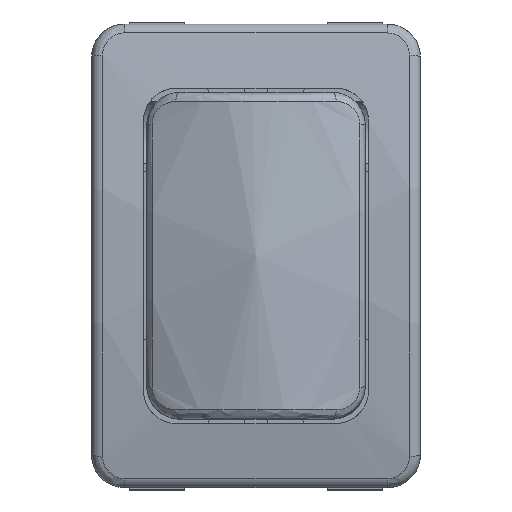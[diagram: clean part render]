
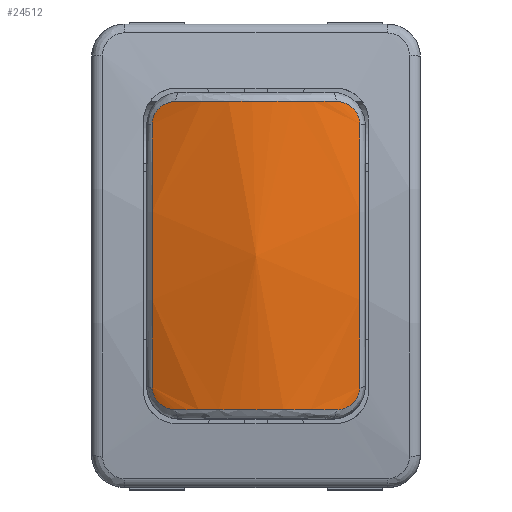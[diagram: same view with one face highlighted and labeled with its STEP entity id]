
A CAD part, top view. The second image highlights one B-rep face of the part: STEP entity #24512.
In plain terms, the highlighted free-form (B-spline) face has degree [2, 2] with [3, 9] control points.
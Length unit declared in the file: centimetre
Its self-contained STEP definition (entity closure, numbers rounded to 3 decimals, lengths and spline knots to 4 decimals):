
#33=(
BOUNDED_SURFACE()
B_SPLINE_SURFACE(2,2,((#34460,#34461,#34462,#34463,#34464,#34465,#34466,
#34467,#34468),(#34469,#34470,#34471,#34472,#34473,#34474,#34475,#34476,
#34477),(#34478,#34479,#34480,#34481,#34482,#34483,#34484,#34485,#34486)),
 .UNSPECIFIED.,.F.,.T.,.F.)
B_SPLINE_SURFACE_WITH_KNOTS((3,3),(3,2,2,2,3),(2.0391,3.1416),
(0.,1.5708,3.1416,4.7124,6.2832),
 .UNSPECIFIED.)
GEOMETRIC_REPRESENTATION_ITEM()
RATIONAL_B_SPLINE_SURFACE(((1.,0.707,1.,0.707,1.,
0.707,1.,0.707,1.),(0.852,0.602,
0.852,0.602,0.852,0.602,
0.852,0.602,0.852),(1.,0.707,
1.,0.707,1.,0.707,1.,0.707,1.)))
REPRESENTATION_ITEM('')
SURFACE()
);
#317=B_SPLINE_CURVE_WITH_KNOTS('',3,(#34165,#34166,#34167,#34168,#34169,
#34170),.UNSPECIFIED.,.F.,.F.,(4,1,1,4),(-0.1621,-0.0926,
-0.0463,0.),.UNSPECIFIED.);
#319=B_SPLINE_CURVE_WITH_KNOTS('',3,(#34204,#34205,#34206,#34207,#34208),
 .UNSPECIFIED.,.F.,.F.,(4,1,4),(-0.7061,-0.4035,0.),
 .UNSPECIFIED.);
#321=B_SPLINE_CURVE_WITH_KNOTS('',3,(#34236,#34237,#34238,#34239),
 .UNSPECIFIED.,.F.,.F.,(4,4),(-1.18,0.),.UNSPECIFIED.);
#323=B_SPLINE_CURVE_WITH_KNOTS('',3,(#34279,#34280,#34281,#34282,#34283,
#34284),.UNSPECIFIED.,.F.,.F.,(4,1,1,4),(-0.162,-0.1157,
-0.0694,0.),.UNSPECIFIED.);
#325=B_SPLINE_CURVE_WITH_KNOTS('',3,(#34324,#34325,#34326,#34327,#34328,
#34329),.UNSPECIFIED.,.F.,.F.,(4,1,1,4),(-0.1621,-0.1274,
-0.0926,0.),.UNSPECIFIED.);
#327=B_SPLINE_CURVE_WITH_KNOTS('',3,(#34357,#34358,#34359,#34360),
 .UNSPECIFIED.,.F.,.F.,(4,4),(-1.18,0.),.UNSPECIFIED.);
#329=B_SPLINE_CURVE_WITH_KNOTS('',3,(#34394,#34395,#34396,#34397,#34398),
 .UNSPECIFIED.,.F.,.F.,(4,1,4),(-0.7061,-0.4035,0.),
 .UNSPECIFIED.);
#331=B_SPLINE_CURVE_WITH_KNOTS('',3,(#34435,#34436,#34437,#34438,#34439,
#34440),.UNSPECIFIED.,.F.,.F.,(4,1,1,4),(-0.162,-0.0926,
-0.0463,0.),.UNSPECIFIED.);
#1319=FACE_OUTER_BOUND('',#2622,.T.);
#2622=EDGE_LOOP('',(#16906,#16907,#16908,#16909,#16910,#16911,#16912,#16913));
#10237=VERTEX_POINT('',#34153);
#10240=VERTEX_POINT('',#34163);
#10242=VERTEX_POINT('',#34202);
#10243=VERTEX_POINT('',#34229);
#10246=VERTEX_POINT('',#34277);
#10247=VERTEX_POINT('',#34315);
#10250=VERTEX_POINT('',#34355);
#10251=VERTEX_POINT('',#34386);
#12815=EDGE_CURVE('',#10240,#10237,#317,.T.);
#12818=EDGE_CURVE('',#10242,#10240,#319,.T.);
#12821=EDGE_CURVE('',#10237,#10243,#321,.T.);
#12824=EDGE_CURVE('',#10246,#10242,#323,.T.);
#12827=EDGE_CURVE('',#10243,#10247,#325,.T.);
#12830=EDGE_CURVE('',#10250,#10246,#327,.T.);
#12833=EDGE_CURVE('',#10247,#10251,#329,.T.);
#12835=EDGE_CURVE('',#10251,#10250,#331,.T.);
#16906=ORIENTED_EDGE('',*,*,#12815,.F.);
#16907=ORIENTED_EDGE('',*,*,#12818,.F.);
#16908=ORIENTED_EDGE('',*,*,#12824,.F.);
#16909=ORIENTED_EDGE('',*,*,#12830,.F.);
#16910=ORIENTED_EDGE('',*,*,#12835,.F.);
#16911=ORIENTED_EDGE('',*,*,#12833,.F.);
#16912=ORIENTED_EDGE('',*,*,#12827,.F.);
#16913=ORIENTED_EDGE('',*,*,#12821,.F.);
#24512=ADVANCED_FACE('',(#1319),#33,.F.);
#34153=CARTESIAN_POINT('',(-0.4699,-0.5967,2.0789));
#34163=CARTESIAN_POINT('',(-0.3643,-0.6982,2.1146));
#34165=CARTESIAN_POINT('Ctrl Pts',(-0.3643,-0.6982,
2.1146));
#34166=CARTESIAN_POINT('Ctrl Pts',(-0.3868,-0.6981,
2.1051));
#34167=CARTESIAN_POINT('Ctrl Pts',(-0.4248,-0.6862,
2.0891));
#34168=CARTESIAN_POINT('Ctrl Pts',(-0.4621,-0.6438,
2.0759));
#34169=CARTESIAN_POINT('Ctrl Pts',(-0.4699,-0.6121,
2.0765));
#34170=CARTESIAN_POINT('Ctrl Pts',(-0.4699,-0.5967,
2.0789));
#34202=CARTESIAN_POINT('',(0.3643,-0.6982,2.1146));
#34204=CARTESIAN_POINT('Ctrl Pts',(0.3643,-0.6982,
2.1146));
#34205=CARTESIAN_POINT('Ctrl Pts',(0.2662,-0.6985,
2.1562));
#34206=CARTESIAN_POINT('Ctrl Pts',(0.0209,-0.6989,
2.2142));
#34207=CARTESIAN_POINT('Ctrl Pts',(-0.2336,-0.6986,
2.17));
#34208=CARTESIAN_POINT('Ctrl Pts',(-0.3643,-0.6982,
2.1146));
#34229=CARTESIAN_POINT('',(-0.4699,0.5967,2.0785));
#34236=CARTESIAN_POINT('Ctrl Pts',(-0.4699,-0.5967,
2.0789));
#34237=CARTESIAN_POINT('Ctrl Pts',(-0.4699,-0.2036,
2.14));
#34238=CARTESIAN_POINT('Ctrl Pts',(-0.4699,0.2037,
2.1399));
#34239=CARTESIAN_POINT('Ctrl Pts',(-0.4699,0.5967,
2.0785));
#34277=CARTESIAN_POINT('',(0.4699,-0.5967,2.0789));
#34279=CARTESIAN_POINT('Ctrl Pts',(0.4699,-0.5967,
2.0789));
#34280=CARTESIAN_POINT('Ctrl Pts',(0.4699,-0.6121,
2.0765));
#34281=CARTESIAN_POINT('Ctrl Pts',(0.4621,-0.6437,
2.076));
#34282=CARTESIAN_POINT('Ctrl Pts',(0.4249,-0.6862,
2.0891));
#34283=CARTESIAN_POINT('Ctrl Pts',(0.3868,-0.6981,
2.1051));
#34284=CARTESIAN_POINT('Ctrl Pts',(0.3643,-0.6982,
2.1146));
#34315=CARTESIAN_POINT('',(-0.3643,0.6982,2.1142));
#34324=CARTESIAN_POINT('Ctrl Pts',(-0.4699,0.5967,
2.0785));
#34325=CARTESIAN_POINT('Ctrl Pts',(-0.4699,0.6083,
2.0767));
#34326=CARTESIAN_POINT('Ctrl Pts',(-0.4656,0.6318,
2.0754));
#34327=CARTESIAN_POINT('Ctrl Pts',(-0.4365,0.6802,
2.0837));
#34328=CARTESIAN_POINT('Ctrl Pts',(-0.3943,0.6981,
2.1015));
#34329=CARTESIAN_POINT('Ctrl Pts',(-0.3643,0.6982,
2.1142));
#34355=CARTESIAN_POINT('',(0.4699,0.5967,2.0785));
#34357=CARTESIAN_POINT('Ctrl Pts',(0.4699,0.5967,
2.0785));
#34358=CARTESIAN_POINT('Ctrl Pts',(0.4699,0.2037,
2.1399));
#34359=CARTESIAN_POINT('Ctrl Pts',(0.4699,-0.2036,
2.14));
#34360=CARTESIAN_POINT('Ctrl Pts',(0.4699,-0.5967,
2.0789));
#34386=CARTESIAN_POINT('',(0.3643,0.6982,2.1142));
#34394=CARTESIAN_POINT('Ctrl Pts',(-0.3643,0.6982,
2.1142));
#34395=CARTESIAN_POINT('Ctrl Pts',(-0.2662,0.6985,
2.1558));
#34396=CARTESIAN_POINT('Ctrl Pts',(-0.0174,0.6989,
2.2139));
#34397=CARTESIAN_POINT('Ctrl Pts',(0.2336,0.6986,
2.1696));
#34398=CARTESIAN_POINT('Ctrl Pts',(0.3643,0.6982,
2.1142));
#34435=CARTESIAN_POINT('Ctrl Pts',(0.3643,0.6982,2.1142));
#34436=CARTESIAN_POINT('Ctrl Pts',(0.3868,0.6981,2.1047));
#34437=CARTESIAN_POINT('Ctrl Pts',(0.4249,0.6862,2.0887));
#34438=CARTESIAN_POINT('Ctrl Pts',(0.4621,0.6437,
2.0756));
#34439=CARTESIAN_POINT('Ctrl Pts',(0.4699,0.6121,2.0761));
#34440=CARTESIAN_POINT('Ctrl Pts',(0.4699,0.5967,
2.0785));
#34460=CARTESIAN_POINT('Ctrl Pts',(-0.495,3.8588,-1.75));
#34461=CARTESIAN_POINT('Ctrl Pts',(-0.495,3.8589,2.11));
#34462=CARTESIAN_POINT('Ctrl Pts',(-0.495,-0.0011,2.11));
#34463=CARTESIAN_POINT('Ctrl Pts',(-0.495,-3.8611,2.11));
#34464=CARTESIAN_POINT('Ctrl Pts',(-0.495,-3.8612,-1.75));
#34465=CARTESIAN_POINT('Ctrl Pts',(-0.495,-3.8612,-5.61));
#34466=CARTESIAN_POINT('Ctrl Pts',(-0.495,-0.0012,-5.61));
#34467=CARTESIAN_POINT('Ctrl Pts',(-0.495,3.8588,-5.61));
#34468=CARTESIAN_POINT('Ctrl Pts',(-0.495,3.8588,-1.75));
#34469=CARTESIAN_POINT('Ctrl Pts',(0.,4.1632,
-1.75));
#34470=CARTESIAN_POINT('Ctrl Pts',(0.,4.1631,
2.4144));
#34471=CARTESIAN_POINT('Ctrl Pts',(0.,-0.0012,
2.4143));
#34472=CARTESIAN_POINT('Ctrl Pts',(0.,-4.1656,
2.4143));
#34473=CARTESIAN_POINT('Ctrl Pts',(0.,-4.1655,
-1.75));
#34474=CARTESIAN_POINT('Ctrl Pts',(0.,-4.1655,
-5.9144));
#34475=CARTESIAN_POINT('Ctrl Pts',(0.,-0.0011,
-5.9143));
#34476=CARTESIAN_POINT('Ctrl Pts',(0.,4.1632,
-5.9143));
#34477=CARTESIAN_POINT('Ctrl Pts',(0.,4.1632,
-1.75));
#34478=CARTESIAN_POINT('Ctrl Pts',(0.495,3.8588,-1.75));
#34479=CARTESIAN_POINT('Ctrl Pts',(0.495,3.8589,2.11));
#34480=CARTESIAN_POINT('Ctrl Pts',(0.495,-0.0011,2.11));
#34481=CARTESIAN_POINT('Ctrl Pts',(0.495,-3.8611,2.11));
#34482=CARTESIAN_POINT('Ctrl Pts',(0.495,-3.8612,-1.75));
#34483=CARTESIAN_POINT('Ctrl Pts',(0.495,-3.8612,-5.61));
#34484=CARTESIAN_POINT('Ctrl Pts',(0.495,-0.0012,-5.61));
#34485=CARTESIAN_POINT('Ctrl Pts',(0.495,3.8588,-5.61));
#34486=CARTESIAN_POINT('Ctrl Pts',(0.495,3.8588,-1.75));
